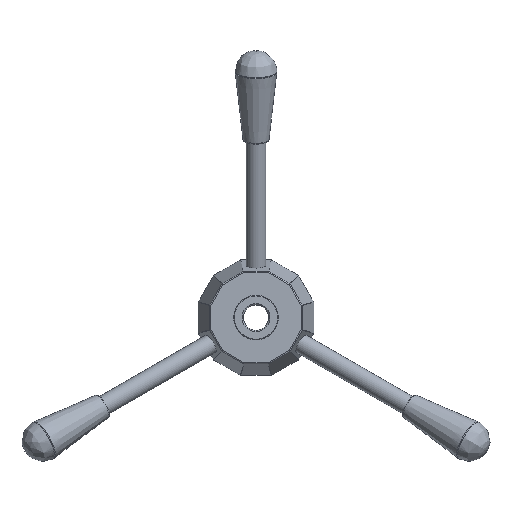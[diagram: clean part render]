
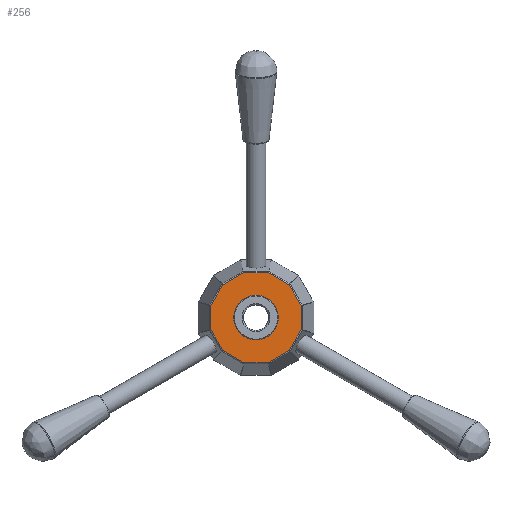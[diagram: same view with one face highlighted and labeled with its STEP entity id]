
A CAD part, top view. The second image highlights one B-rep face of the part: STEP entity #256.
In plain terms, the highlighted planar face has unit normal (0, 0, 1).
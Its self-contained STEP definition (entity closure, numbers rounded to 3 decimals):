
#256 = ADVANCED_FACE( '', ( #643, #644 ), #645, .F. );
#643 = FACE_OUTER_BOUND( '', #1450, .T. );
#644 = FACE_BOUND( '', #1451, .T. );
#645 = PLANE( '', #1452 );
#1450 = EDGE_LOOP( '', ( #2909, #2910, #2911, #2912, #2913, #2914, #2915, #2916, #2917, #2918, #2919, #2920 ) );
#1451 = EDGE_LOOP( '', ( #2921 ) );
#1452 = AXIS2_PLACEMENT_3D( '', #2922, #2923, #2924 );
#2909 = ORIENTED_EDGE( '', *, *, #3830, .T. );
#2910 = ORIENTED_EDGE( '', *, *, #3823, .T. );
#2911 = ORIENTED_EDGE( '', *, *, #3704, .T. );
#2912 = ORIENTED_EDGE( '', *, *, #3779, .T. );
#2913 = ORIENTED_EDGE( '', *, *, #3831, .T. );
#2914 = ORIENTED_EDGE( '', *, *, #3832, .T. );
#2915 = ORIENTED_EDGE( '', *, *, #3833, .T. );
#2916 = ORIENTED_EDGE( '', *, *, #3834, .T. );
#2917 = ORIENTED_EDGE( '', *, *, #3835, .T. );
#2918 = ORIENTED_EDGE( '', *, *, #3715, .T. );
#2919 = ORIENTED_EDGE( '', *, *, #3836, .T. );
#2920 = ORIENTED_EDGE( '', *, *, #3837, .T. );
#2921 = ORIENTED_EDGE( '', *, *, #3696, .T. );
#2922 = CARTESIAN_POINT( '', ( 47.25, 0., 37.5 ) );
#2923 = DIRECTION( '', ( 0., 0., -1. ) );
#2924 = DIRECTION( '', ( -1., 0., 0. ) );
#3696 = EDGE_CURVE( '', #4097, #4097, #4098, .T. );
#3704 = EDGE_CURVE( '', #4110, #4111, #4112, .T. );
#3715 = EDGE_CURVE( '', #4129, #4130, #4131, .F. );
#3779 = EDGE_CURVE( '', #4111, #4239, #4240, .F. );
#3823 = EDGE_CURVE( '', #4301, #4110, #4302, .F. );
#3830 = EDGE_CURVE( '', #4311, #4301, #4312, .F. );
#3831 = EDGE_CURVE( '', #4239, #4313, #4314, .T. );
#3832 = EDGE_CURVE( '', #4313, #4315, #4316, .F. );
#3833 = EDGE_CURVE( '', #4315, #4317, #4318, .F. );
#3834 = EDGE_CURVE( '', #4317, #4319, #4320, .F. );
#3835 = EDGE_CURVE( '', #4319, #4129, #4321, .F. );
#3836 = EDGE_CURVE( '', #4130, #4322, #4323, .F. );
#3837 = EDGE_CURVE( '', #4322, #4311, #4324, .F. );
#4097 = VERTEX_POINT( '', #4653 );
#4098 = CIRCLE( '', #4654, 17. );
#4110 = VERTEX_POINT( '', #4666 );
#4111 = VERTEX_POINT( '', #4667 );
#4112 = LINE( '', #4668, #4669 );
#4129 = VERTEX_POINT( '', #4687 );
#4130 = VERTEX_POINT( '', #4688 );
#4131 = LINE( '', #4689, #4690 );
#4239 = VERTEX_POINT( '', #4842 );
#4240 = LINE( '', #4843, #4844 );
#4301 = VERTEX_POINT( '', #4924 );
#4302 = LINE( '', #4925, #4926 );
#4311 = VERTEX_POINT( '', #4936 );
#4312 = LINE( '', #4937, #4938 );
#4313 = VERTEX_POINT( '', #4939 );
#4314 = LINE( '', #4940, #4941 );
#4315 = VERTEX_POINT( '', #4942 );
#4316 = LINE( '', #4943, #4944 );
#4317 = VERTEX_POINT( '', #4945 );
#4318 = LINE( '', #4946, #4947 );
#4319 = VERTEX_POINT( '', #4948 );
#4320 = LINE( '', #4949, #4950 );
#4321 = LINE( '', #4951, #4952 );
#4322 = VERTEX_POINT( '', #4953 );
#4323 = LINE( '', #4954, #4955 );
#4324 = LINE( '', #4956, #4957 );
#4653 = CARTESIAN_POINT( '', ( -17., 0., 37.5 ) );
#4654 = AXIS2_PLACEMENT_3D( '', #5366, #5367, #5368 );
#4666 = CARTESIAN_POINT( '', ( -9.201, -34.339, 37.5 ) );
#4667 = CARTESIAN_POINT( '', ( 9.201, -34.339, 37.5 ) );
#4668 = CARTESIAN_POINT( '', ( 47.25, -34.339, 37.5 ) );
#4669 = VECTOR( '', #5381, 1000. );
#4687 = CARTESIAN_POINT( '', ( -9.201, 34.339, 37.5 ) );
#4688 = CARTESIAN_POINT( '', ( -25.138, 25.138, 37.5 ) );
#4689 = CARTESIAN_POINT( '', ( -25.306, 25.041, 37.5 ) );
#4690 = VECTOR( '', #5401, 1000. );
#4842 = CARTESIAN_POINT( '', ( 25.138, -25.138, 37.5 ) );
#4843 = CARTESIAN_POINT( '', ( 25.306, -25.041, 37.5 ) );
#4844 = VECTOR( '', #5462, 1000. );
#4924 = CARTESIAN_POINT( '', ( -25.138, -25.138, 37.5 ) );
#4925 = CARTESIAN_POINT( '', ( -9.033, -34.436, 37.5 ) );
#4926 = VECTOR( '', #5512, 1000. );
#4936 = CARTESIAN_POINT( '', ( -34.339, -9.201, 37.5 ) );
#4937 = CARTESIAN_POINT( '', ( -25.041, -25.306, 37.5 ) );
#4938 = VECTOR( '', #5523, 1000. );
#4939 = CARTESIAN_POINT( '', ( 34.339, -9.201, 37.5 ) );
#4940 = CARTESIAN_POINT( '', ( 41.551, 3.29, 37.5 ) );
#4941 = VECTOR( '', #5524, 1000. );
#4942 = CARTESIAN_POINT( '', ( 34.339, 9.201, 37.5 ) );
#4943 = CARTESIAN_POINT( '', ( 34.339, 9.396, 37.5 ) );
#4944 = VECTOR( '', #5525, 1000. );
#4945 = CARTESIAN_POINT( '', ( 25.138, 25.138, 37.5 ) );
#4946 = CARTESIAN_POINT( '', ( 25.041, 25.306, 37.5 ) );
#4947 = VECTOR( '', #5526, 1000. );
#4948 = CARTESIAN_POINT( '', ( 9.201, 34.339, 37.5 ) );
#4949 = CARTESIAN_POINT( '', ( 9.033, 34.436, 37.5 ) );
#4950 = VECTOR( '', #5527, 1000. );
#4951 = CARTESIAN_POINT( '', ( -9.396, 34.339, 37.5 ) );
#4952 = VECTOR( '', #5528, 1000. );
#4953 = CARTESIAN_POINT( '', ( -34.339, 9.201, 37.5 ) );
#4954 = CARTESIAN_POINT( '', ( -34.436, 9.033, 37.5 ) );
#4955 = VECTOR( '', #5529, 1000. );
#4956 = CARTESIAN_POINT( '', ( -34.339, -9.396, 37.5 ) );
#4957 = VECTOR( '', #5530, 1000. );
#5366 = CARTESIAN_POINT( '', ( 0., 0., 37.5 ) );
#5367 = DIRECTION( '', ( 0., 0., -1. ) );
#5368 = DIRECTION( '', ( -1., 0., 0. ) );
#5381 = DIRECTION( '', ( 1., 0., 0. ) );
#5401 = DIRECTION( '', ( 0.866, 0.5, 0. ) );
#5462 = DIRECTION( '', ( -0.866, -0.5, 0. ) );
#5512 = DIRECTION( '', ( -0.866, 0.5, 0. ) );
#5523 = DIRECTION( '', ( -0.5, 0.866, 0. ) );
#5524 = DIRECTION( '', ( 0.5, 0.866, 0. ) );
#5525 = DIRECTION( '', ( 0., -1., 0. ) );
#5526 = DIRECTION( '', ( 0.5, -0.866, 0. ) );
#5527 = DIRECTION( '', ( 0.866, -0.5, 0. ) );
#5528 = DIRECTION( '', ( 1., 0., 0. ) );
#5529 = DIRECTION( '', ( 0.5, 0.866, 0. ) );
#5530 = DIRECTION( '', ( 0., 1., 0. ) );
